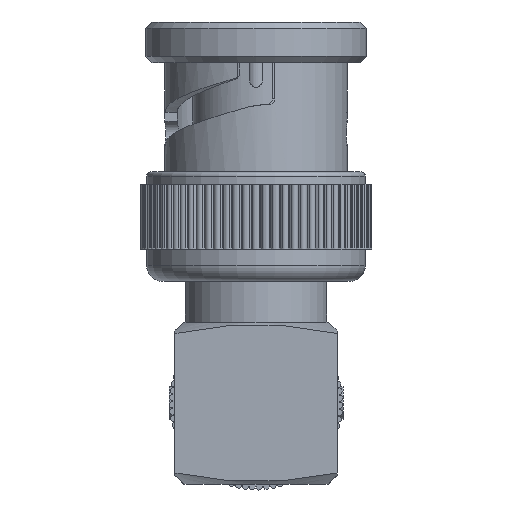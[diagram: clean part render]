
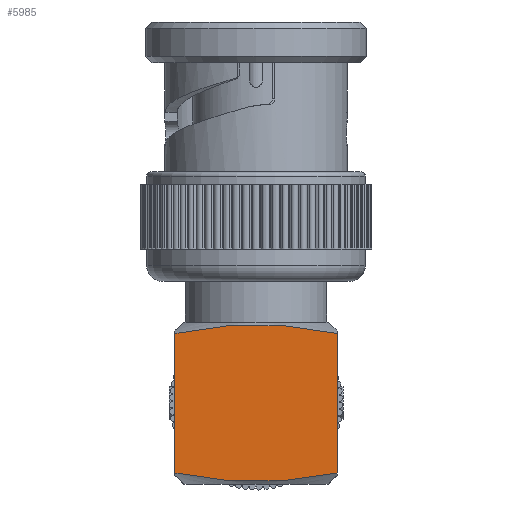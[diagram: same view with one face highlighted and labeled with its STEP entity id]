
A CAD part, left-side view. The second image highlights one B-rep face of the part: STEP entity #5985.
In plain terms, the highlighted face is planar.
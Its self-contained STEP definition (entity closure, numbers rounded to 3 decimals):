
#157 = VECTOR ( 'NONE', #14757, 1000. ) ;
#267 = CARTESIAN_POINT ( 'NONE',  ( -0.855, -5.08, -18.954 ) ) ;
#2837 = EDGE_CURVE ( 'NONE', #20743, #22594, #19927, .T. ) ;
#2994 = CARTESIAN_POINT ( 'NONE',  ( -1.702, -5.08, -28.754 ) ) ;
#3220 = EDGE_CURVE ( 'NONE', #5028, #20914, #18264, .T. ) ;
#3632 = AXIS2_PLACEMENT_3D ( 'NONE', #4918, #22466, #6732 ) ;
#3983 = ORIENTED_EDGE ( 'NONE', *, *, #2837, .T. ) ;
#4473 = ORIENTED_EDGE ( 'NONE', *, *, #3220, .F. ) ;
#4790 = B_SPLINE_CURVE_WITH_KNOTS ( 'NONE', 3,
 ( #9984, #17342, #11820, #2994, #13545, #11600, #11937, #17218, #12060, #8590 ),
 .UNSPECIFIED., .F., .F.,
 ( 4, 2, 2, 2, 4 ),
 ( 0.005, 0.008, 0.011, 0.013, 0.016 ),
 .UNSPECIFIED. ) ;
#4918 = CARTESIAN_POINT ( 'NONE',  ( 5.08, -5.08, -28.964 ) ) ;
#5028 = VERTEX_POINT ( 'NONE', #7407 ) ;
#5339 = CARTESIAN_POINT ( 'NONE',  ( -5.08, -5.08, -19.518 ) ) ;
#5673 = CARTESIAN_POINT ( 'NONE',  ( -4.24, -5.08, -19.358 ) ) ;
#5985 = ADVANCED_FACE ( 'NONE', ( #8561 ), #21073, .F. ) ;
#6732 = DIRECTION ( 'NONE',  ( 0., 0., 1. ) ) ;
#7267 = CARTESIAN_POINT ( 'NONE',  ( -1.702, -5.08, -19.014 ) ) ;
#7374 = CARTESIAN_POINT ( 'NONE',  ( 1.693, -5.08, -19.013 ) ) ;
#7407 = CARTESIAN_POINT ( 'NONE',  ( -5.08, -5.08, -28.25 ) ) ;
#7712 = EDGE_CURVE ( 'NONE', #5028, #20743, #4790, .T. ) ;
#7745 = CARTESIAN_POINT ( 'NONE',  ( 5.08, -5.08, -28.964 ) ) ;
#8561 = FACE_OUTER_BOUND ( 'NONE', #21827, .T. ) ;
#8590 = CARTESIAN_POINT ( 'NONE',  ( 5.08, -5.08, -28.25 ) ) ;
#9018 = B_SPLINE_CURVE_WITH_KNOTS ( 'NONE', 3,
 ( #19661, #19435, #10705, #7374, #21377, #267, #7267, #16119, #5673, #5339 ),
 .UNSPECIFIED., .F., .F.,
 ( 4, 2, 2, 2, 4 ),
 ( 0.018, 0.02, 0.023, 0.025, 0.028 ),
 .UNSPECIFIED. ) ;
#9984 = CARTESIAN_POINT ( 'NONE',  ( -5.08, -5.08, -28.25 ) ) ;
#10022 = CARTESIAN_POINT ( 'NONE',  ( 5.08, -5.08, -28.25 ) ) ;
#10050 = VECTOR ( 'NONE', #16551, 1000. ) ;
#10705 = CARTESIAN_POINT ( 'NONE',  ( 3.396, -5.08, -19.217 ) ) ;
#11600 = CARTESIAN_POINT ( 'NONE',  ( 0.843, -5.08, -28.815 ) ) ;
#11820 = CARTESIAN_POINT ( 'NONE',  ( -3.394, -5.08, -28.551 ) ) ;
#11937 = CARTESIAN_POINT ( 'NONE',  ( 1.693, -5.08, -28.755 ) ) ;
#12060 = CARTESIAN_POINT ( 'NONE',  ( 4.241, -5.08, -28.409 ) ) ;
#13162 = CARTESIAN_POINT ( 'NONE',  ( 5.08, -5.08, -19.518 ) ) ;
#13208 = CARTESIAN_POINT ( 'NONE',  ( -5.08, -5.08, -28.964 ) ) ;
#13545 = CARTESIAN_POINT ( 'NONE',  ( -0.855, -5.08, -28.814 ) ) ;
#14757 = DIRECTION ( 'NONE',  ( 0., 0., 1. ) ) ;
#15849 = ORIENTED_EDGE ( 'NONE', *, *, #7712, .T. ) ;
#16119 = CARTESIAN_POINT ( 'NONE',  ( -3.394, -5.08, -19.217 ) ) ;
#16551 = DIRECTION ( 'NONE',  ( 0., 0., 1. ) ) ;
#17218 = CARTESIAN_POINT ( 'NONE',  ( 3.396, -5.08, -28.551 ) ) ;
#17342 = CARTESIAN_POINT ( 'NONE',  ( -4.24, -5.08, -28.41 ) ) ;
#17605 = CARTESIAN_POINT ( 'NONE',  ( -5.08, -5.08, -19.518 ) ) ;
#18264 = LINE ( 'NONE', #13208, #10050 ) ;
#19435 = CARTESIAN_POINT ( 'NONE',  ( 4.241, -5.08, -19.359 ) ) ;
#19661 = CARTESIAN_POINT ( 'NONE',  ( 5.08, -5.08, -19.518 ) ) ;
#19927 = LINE ( 'NONE', #7745, #157 ) ;
#20140 = ORIENTED_EDGE ( 'NONE', *, *, #20900, .T. ) ;
#20743 = VERTEX_POINT ( 'NONE', #10022 ) ;
#20900 = EDGE_CURVE ( 'NONE', #22594, #20914, #9018, .T. ) ;
#20914 = VERTEX_POINT ( 'NONE', #17605 ) ;
#21073 = PLANE ( 'NONE',  #3632 ) ;
#21377 = CARTESIAN_POINT ( 'NONE',  ( 0.843, -5.08, -18.953 ) ) ;
#21827 = EDGE_LOOP ( 'NONE', ( #3983, #20140, #4473, #15849 ) ) ;
#22466 = DIRECTION ( 'NONE',  ( 0., 1., 0. ) ) ;
#22594 = VERTEX_POINT ( 'NONE', #13162 ) ;
